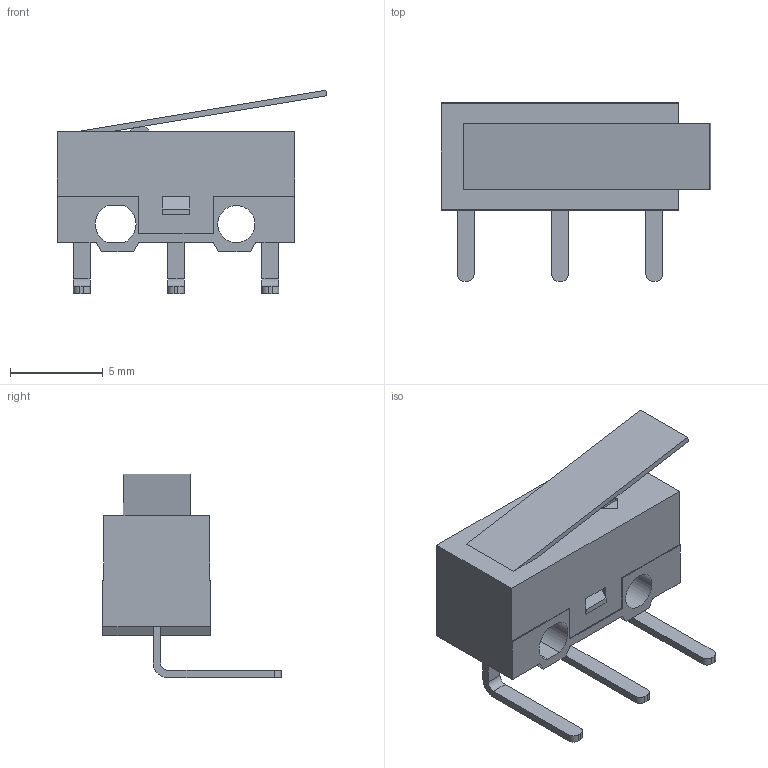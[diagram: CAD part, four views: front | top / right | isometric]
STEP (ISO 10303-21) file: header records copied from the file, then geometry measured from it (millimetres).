
FILE_DESCRIPTION((' '),'2;1');
FILE_NAME('SS075xx01FxxxV1A.stp','2017-07-21T08:38:39',(' '),(' '),' ','ACIS',' ');
FILE_SCHEMA(('CONFIG_CONTROL_DESIGN'));
Length unit declared in the file: inch
Products named in the file (1): SS075xx01FxxxV1A.stp
Bounding box: 14.53 x 9.6 x 10.96 mm (x, y, z)
Volume: 267.6 mm3; surface area: 845.3 mm2
Topology: 1 solids, 1 shells, 165 faces, 428 edges, 280 vertices
Faces by surface type: plane 134, cylinder 31
Full cylindrical faces by diameter (mm): 2 x1
Entity records: 5096 total; most frequent: CARTESIAN_POINT 873, ORIENTED_EDGE 854, DIRECTION 825, EDGE_CURVE 427, VECTOR 361, LINE 361, VERTEX_POINT 280, AXIS2_PLACEMENT_3D 232
